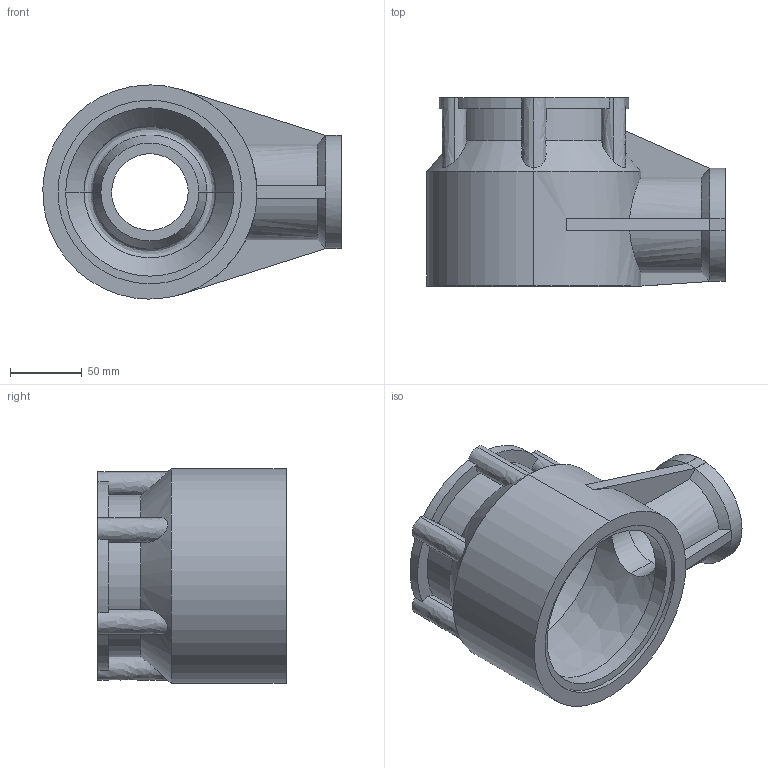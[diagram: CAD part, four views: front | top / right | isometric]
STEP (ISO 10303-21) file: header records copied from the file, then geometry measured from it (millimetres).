
FILE_DESCRIPTION(('FreeCAD Model'),'2;1');
FILE_NAME('Open CASCADE Shape Model','2025-05-09T06:34:31',('FreeCAD'),( 'FreeCAD'),'Open CASCADE STEP processor 7.6','FreeCAD','Unknown');
FILE_SCHEMA(('AUTOMOTIVE_DESIGN { 1 0 10303 214 1 1 1 1 }'));
Length unit declared in the file: millimetre
Products named in the file (1): Open CASCADE STEP translator 7.6 1
Bounding box: 207.36 x 130.85 x 148.93 mm (x, y, z)
Volume: 766464.9 mm3; surface area: 189820.6 mm2
Topology: 1 solids, 1 shells, 150 faces, 374 edges, 233 vertices
Faces by surface type: bspline 150
Entity records: 5210 total; most frequent: CARTESIAN_POINT 3150, ORIENTED_EDGE 724, EDGE_CURVE 362, VERTEX_POINT 233, B_SPLINE_CURVE_WITH_KNOTS 187, FACE_BOUND 173, EDGE_LOOP 173, ADVANCED_FACE 150
